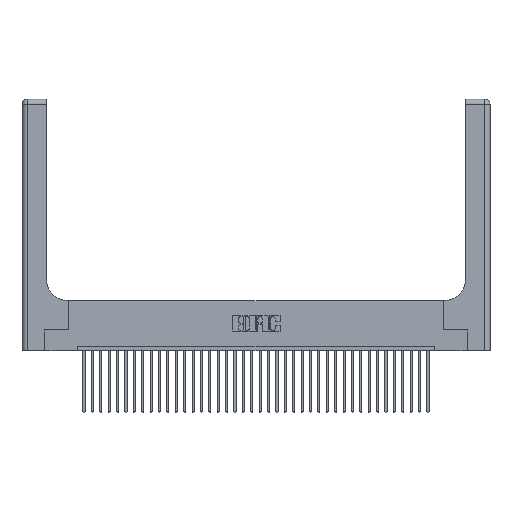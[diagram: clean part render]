
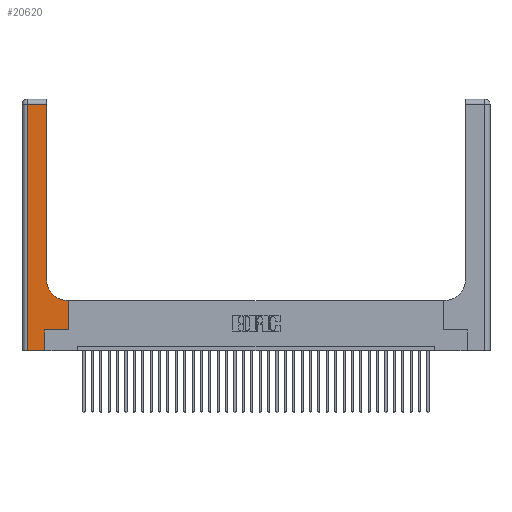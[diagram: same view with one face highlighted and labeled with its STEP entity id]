
A CAD part, top view. The second image highlights one B-rep face of the part: STEP entity #20620.
In plain terms, the highlighted planar face has unit normal (0, 0, 1).
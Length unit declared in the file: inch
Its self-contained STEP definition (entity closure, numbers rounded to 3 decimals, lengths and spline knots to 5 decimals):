
#175 = EDGE_CURVE ( 'NONE', #4497, #24252, #24289, .T. ) ;
#349 = PLANE ( 'NONE',  #30590 ) ;
#1119 = VECTOR ( 'NONE', #31745, 39.37008 ) ;
#1223 = CARTESIAN_POINT ( 'NONE',  ( 0.06, 0., 0.37 ) ) ;
#1909 = EDGE_CURVE ( 'NONE', #18695, #13766, #7617, .T. ) ;
#2555 = DIRECTION ( 'NONE',  ( 1., 0., 0. ) ) ;
#3199 = VECTOR ( 'NONE', #26286, 39.37008 ) ;
#4013 = LINE ( 'NONE', #5208, #7154 ) ;
#4233 = VECTOR ( 'NONE', #14912, 39.37008 ) ;
#4435 = DIRECTION ( 'NONE',  ( 0., -1., 0. ) ) ;
#4497 = VERTEX_POINT ( 'NONE', #22153 ) ;
#4568 = LINE ( 'NONE', #8982, #3199 ) ;
#4577 = ORIENTED_EDGE ( 'NONE', *, *, #6965, .T. ) ;
#4587 = CARTESIAN_POINT ( 'NONE',  ( 0.2915, 2.94, 0.37 ) ) ;
#5191 = DIRECTION ( 'NONE',  ( 0., 1., 0. ) ) ;
#5206 = CARTESIAN_POINT ( 'NONE',  ( 0.5585, 0.25, 0.37 ) ) ;
#5208 = CARTESIAN_POINT ( 'NONE',  ( 0., 0., 0.37 ) ) ;
#5769 = CARTESIAN_POINT ( 'NONE',  ( 0.269, 0.25, 0.37 ) ) ;
#6965 = EDGE_CURVE ( 'NONE', #24766, #7051, #14819, .T. ) ;
#7051 = VERTEX_POINT ( 'NONE', #26376 ) ;
#7154 = VECTOR ( 'NONE', #2555, 39.37008 ) ;
#7617 = LINE ( 'NONE', #30610, #16470 ) ;
#7875 = VECTOR ( 'NONE', #4435, 39.37008 ) ;
#8920 = ORIENTED_EDGE ( 'NONE', *, *, #13283, .T. ) ;
#8982 = CARTESIAN_POINT ( 'NONE',  ( 0., 2.94, 0.37 ) ) ;
#9165 = CARTESIAN_POINT ( 'NONE',  ( 0., 3., 0.37 ) ) ;
#9358 = EDGE_CURVE ( 'NONE', #24252, #18695, #4013, .T. ) ;
#10534 = VECTOR ( 'NONE', #24161, 39.37008 ) ;
#11319 = ORIENTED_EDGE ( 'NONE', *, *, #16279, .T. ) ;
#11668 = EDGE_LOOP ( 'NONE', ( #8920, #11319, #30902, #29046, #19233, #25788, #13359, #4577, #19959 ) ) ;
#11832 = CARTESIAN_POINT ( 'NONE',  ( 0.5585, 0.25, 0.37 ) ) ;
#12970 = CARTESIAN_POINT ( 'NONE',  ( 0.5585, 0.6, 0.37 ) ) ;
#13283 = EDGE_CURVE ( 'NONE', #14464, #20579, #27031, .T. ) ;
#13359 = ORIENTED_EDGE ( 'NONE', *, *, #29889, .T. ) ;
#13766 = VERTEX_POINT ( 'NONE', #27464 ) ;
#14405 = DIRECTION ( 'NONE',  ( 0., 0., -1. ) ) ;
#14464 = VERTEX_POINT ( 'NONE', #30362 ) ;
#14819 = LINE ( 'NONE', #17871, #4233 ) ;
#14912 = DIRECTION ( 'NONE',  ( -1., 0., 0. ) ) ;
#16279 = EDGE_CURVE ( 'NONE', #20579, #4497, #4568, .T. ) ;
#16362 = CARTESIAN_POINT ( 'NONE',  ( 0.5415, 0.85, 0.37 ) ) ;
#16470 = VECTOR ( 'NONE', #5191, 39.37008 ) ;
#17871 = CARTESIAN_POINT ( 'NONE',  ( 0.2915, 0.6, 0.37 ) ) ;
#18695 = VERTEX_POINT ( 'NONE', #31195 ) ;
#18973 = DIRECTION ( 'NONE',  ( 1., 0., 0. ) ) ;
#19233 = ORIENTED_EDGE ( 'NONE', *, *, #1909, .T. ) ;
#19340 = LINE ( 'NONE', #11832, #1119 ) ;
#19768 = DIRECTION ( 'NONE',  ( 1., 0., 0. ) ) ;
#19959 = ORIENTED_EDGE ( 'NONE', *, *, #24343, .T. ) ;
#20195 = FACE_OUTER_BOUND ( 'NONE', #11668, .T. ) ;
#20579 = VERTEX_POINT ( 'NONE', #4587 ) ;
#20620 = ADVANCED_FACE ( 'NONE', ( #20195 ), #349, .F. ) ;
#21517 = CARTESIAN_POINT ( 'NONE',  ( 0.06, 3., 0.37 ) ) ;
#22153 = CARTESIAN_POINT ( 'NONE',  ( 0.06, 2.94, 0.37 ) ) ;
#24161 = DIRECTION ( 'NONE',  ( 0., 1., 0. ) ) ;
#24236 = AXIS2_PLACEMENT_3D ( 'NONE', #16362, #33148, #18973 ) ;
#24252 = VERTEX_POINT ( 'NONE', #1223 ) ;
#24289 = LINE ( 'NONE', #21517, #7875 ) ;
#24343 = EDGE_CURVE ( 'NONE', #7051, #14464, #30640, .T. ) ;
#24766 = VERTEX_POINT ( 'NONE', #12970 ) ;
#25596 = VECTOR ( 'NONE', #19768, 39.37008 ) ;
#25788 = ORIENTED_EDGE ( 'NONE', *, *, #30164, .T. ) ;
#26286 = DIRECTION ( 'NONE',  ( -1., 0., 0. ) ) ;
#26376 = CARTESIAN_POINT ( 'NONE',  ( 0.5415, 0.6, 0.37 ) ) ;
#26547 = CARTESIAN_POINT ( 'NONE',  ( 0.2915, 3., 0.37 ) ) ;
#27031 = LINE ( 'NONE', #26547, #10534 ) ;
#27464 = CARTESIAN_POINT ( 'NONE',  ( 0.269, 0.25, 0.37 ) ) ;
#28120 = VERTEX_POINT ( 'NONE', #5206 ) ;
#28930 = DIRECTION ( 'NONE',  ( -1., 0., 0. ) ) ;
#29046 = ORIENTED_EDGE ( 'NONE', *, *, #9358, .T. ) ;
#29889 = EDGE_CURVE ( 'NONE', #28120, #24766, #19340, .T. ) ;
#30164 = EDGE_CURVE ( 'NONE', #13766, #28120, #34027, .T. ) ;
#30362 = CARTESIAN_POINT ( 'NONE',  ( 0.2915, 0.85, 0.37 ) ) ;
#30590 = AXIS2_PLACEMENT_3D ( 'NONE', #9165, #14405, #28930 ) ;
#30610 = CARTESIAN_POINT ( 'NONE',  ( 0.269, 0., 0.37 ) ) ;
#30640 = CIRCLE ( 'NONE', #24236, 0.25 ) ;
#30902 = ORIENTED_EDGE ( 'NONE', *, *, #175, .T. ) ;
#31195 = CARTESIAN_POINT ( 'NONE',  ( 0.269, 0., 0.37 ) ) ;
#31745 = DIRECTION ( 'NONE',  ( 0., 1., 0. ) ) ;
#33148 = DIRECTION ( 'NONE',  ( 0., 0., -1. ) ) ;
#34027 = LINE ( 'NONE', #5769, #25596 ) ;
